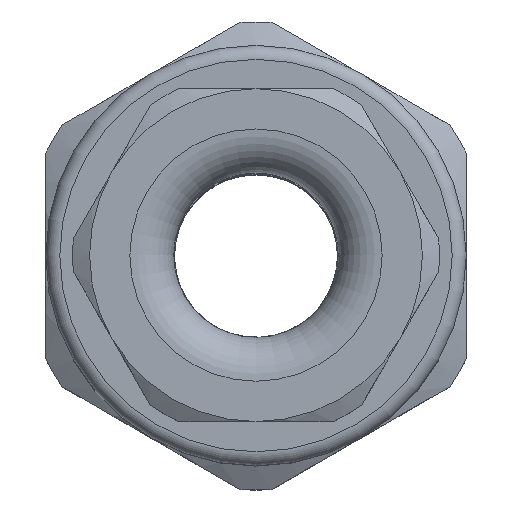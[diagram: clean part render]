
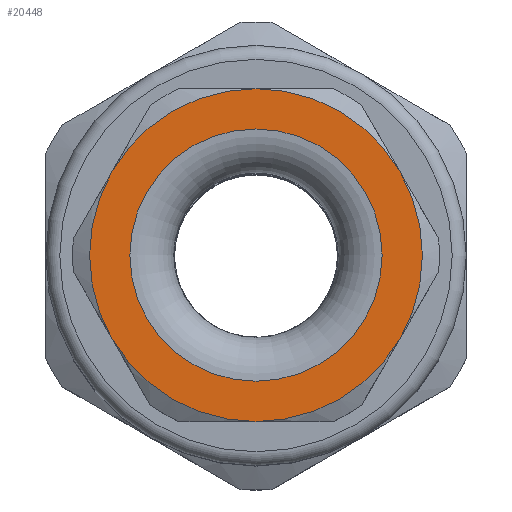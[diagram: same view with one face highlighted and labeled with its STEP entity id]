
A CAD part, top view. The second image highlights one B-rep face of the part: STEP entity #20448.
In plain terms, the highlighted planar face has unit normal (0, 0, 1).
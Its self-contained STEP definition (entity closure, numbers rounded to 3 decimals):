
#19475=CARTESIAN_POINT('',(-8.227,-4.75,47.0));
#19476=VERTEX_POINT('',#19475);
#19523=CARTESIAN_POINT('',(-8.227,4.75,47.0));
#19524=VERTEX_POINT('',#19523);
#19571=CARTESIAN_POINT('',(0.0,9.5,47.0));
#19572=VERTEX_POINT('',#19571);
#19619=CARTESIAN_POINT('',(8.227,4.75,47.0));
#19620=VERTEX_POINT('',#19619);
#19667=CARTESIAN_POINT('',(8.227,-4.75,47.0));
#19668=VERTEX_POINT('',#19667);
#19715=CARTESIAN_POINT('',(0.0,-9.5,47.0));
#19716=VERTEX_POINT('',#19715);
#19753=CARTESIAN_POINT('',(0.0,0.0,47.0));
#19754=DIRECTION('',(-0.0,0.0,-1.0));
#19755=DIRECTION('',(0.0,1.0,-0.0));
#19756=AXIS2_PLACEMENT_3D('',#19753,#19754,#19755);
#19757=CIRCLE('',#19756,9.5);
#19758=EDGE_CURVE('no 636',#19716,#19476,#19757,.T.);
#19777=CARTESIAN_POINT('',(0.0,0.0,47.0));
#19778=DIRECTION('',(-0.0,0.0,-1.0));
#19779=DIRECTION('',(0.0,1.0,-0.0));
#19780=AXIS2_PLACEMENT_3D('',#19777,#19778,#19779);
#19781=CIRCLE('',#19780,9.5);
#19782=EDGE_CURVE('no 635',#19668,#19716,#19781,.T.);
#19801=CARTESIAN_POINT('',(0.0,0.0,47.0));
#19802=DIRECTION('',(-0.0,0.0,-1.0));
#19803=DIRECTION('',(0.0,1.0,-0.0));
#19804=AXIS2_PLACEMENT_3D('',#19801,#19802,#19803);
#19805=CIRCLE('',#19804,9.5);
#19806=EDGE_CURVE('no 634',#19620,#19668,#19805,.T.);
#19825=CARTESIAN_POINT('',(0.0,0.0,47.0));
#19826=DIRECTION('',(-0.0,0.0,-1.0));
#19827=DIRECTION('',(0.0,1.0,-0.0));
#19828=AXIS2_PLACEMENT_3D('',#19825,#19826,#19827);
#19829=CIRCLE('',#19828,9.5);
#19830=EDGE_CURVE('no 633',#19572,#19620,#19829,.T.);
#19849=CARTESIAN_POINT('',(0.0,0.0,47.0));
#19850=DIRECTION('',(-0.0,0.0,-1.0));
#19851=DIRECTION('',(0.0,1.0,-0.0));
#19852=AXIS2_PLACEMENT_3D('',#19849,#19850,#19851);
#19853=CIRCLE('',#19852,9.5);
#19854=EDGE_CURVE('no 638',#19524,#19572,#19853,.T.);
#19873=CARTESIAN_POINT('',(0.0,0.0,47.0));
#19874=DIRECTION('',(-0.0,0.0,-1.0));
#19875=DIRECTION('',(0.0,1.0,-0.0));
#19876=AXIS2_PLACEMENT_3D('',#19873,#19874,#19875);
#19877=CIRCLE('',#19876,9.5);
#19878=EDGE_CURVE('no 637',#19476,#19524,#19877,.T.);
#20424=CARTESIAN_POINT('',(0.0,-7.2,47.0));
#20425=VERTEX_POINT('',#20424);
#20426=CARTESIAN_POINT('',(0.0,0.0,47.0));
#20427=DIRECTION('',(-0.0,0.0,-1.0));
#20428=DIRECTION('',(-0.0,-1.0,0.0));
#20429=AXIS2_PLACEMENT_3D('',#20426,#20427,#20428);
#20430=CIRCLE('',#20429,7.2);
#20431=EDGE_CURVE('no 974',#20425,#20425,#20430,.T.);
#20432=ORIENTED_EDGE('',*,*,#20431,.T.);
#20433=EDGE_LOOP('',(#20432));
#20434=FACE_OUTER_BOUND('',#20433,.T.);
#20435=ORIENTED_EDGE('',*,*,#19758,.F.);
#20436=ORIENTED_EDGE('',*,*,#19782,.F.);
#20437=ORIENTED_EDGE('',*,*,#19806,.F.);
#20438=ORIENTED_EDGE('',*,*,#19830,.F.);
#20439=ORIENTED_EDGE('',*,*,#19854,.F.);
#20440=ORIENTED_EDGE('',*,*,#19878,.F.);
#20441=EDGE_LOOP('',(#20435,#20436,#20437,#20438,#20439,#20440));
#20442=FACE_BOUND('',#20441,.T.);
#20443=CARTESIAN_POINT('',(0.0,0.0,47.0));
#20444=DIRECTION('',(0.0,-0.0,1.0));
#20445=DIRECTION('',(-0.0,-1.0,0.0));
#20446=AXIS2_PLACEMENT_3D('',#20443,#20444,#20445);
#20447=PLANE('',#20446);
#20448=ADVANCED_FACE('no 1',(#20434,#20442),#20447,.T.);
